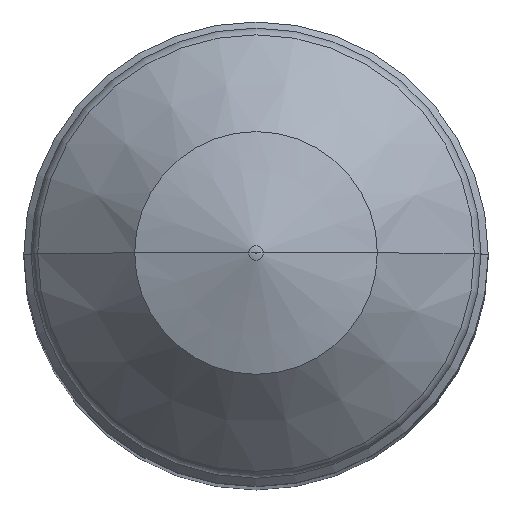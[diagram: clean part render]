
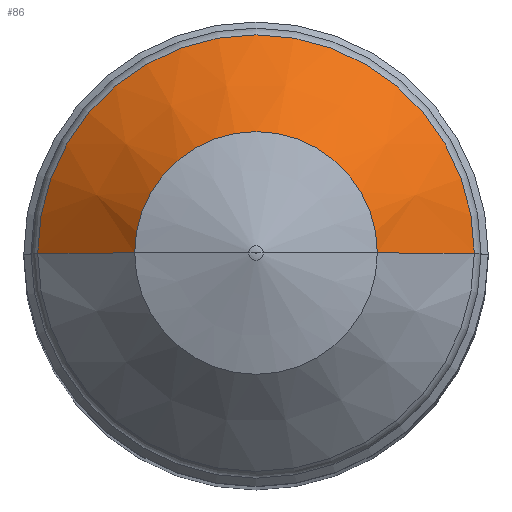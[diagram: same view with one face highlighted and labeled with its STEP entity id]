
A CAD part, top view. The second image highlights one B-rep face of the part: STEP entity #86.
In plain terms, the highlighted conical face has half-angle 45 degrees and reference radius 4.179 mm.
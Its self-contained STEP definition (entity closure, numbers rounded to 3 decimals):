
#16 = VERTEX_POINT ( 'NONE', #422 ) ;
#18 = VERTEX_POINT ( 'NONE', #443 ) ;
#42 = EDGE_CURVE ( 'NONE', #16, #18, #491, .T. ) ;
#57 = VERTEX_POINT ( 'NONE', #426 ) ;
#67 = EDGE_CURVE ( 'NONE', #80, #16, #392, .T. ) ;
#70 = ORIENTED_EDGE ( 'NONE', *, *, #42, .F. ) ;
#73 = ORIENTED_EDGE ( 'NONE', *, *, #81, .T. ) ;
#74 = EDGE_CURVE ( 'NONE', #57, #18, #418, .T. ) ;
#78 = EDGE_LOOP ( 'NONE', ( #73, #79, #70, #83 ) ) ;
#79 = ORIENTED_EDGE ( 'NONE', *, *, #74, .T. ) ;
#80 = VERTEX_POINT ( 'NONE', #272 ) ;
#81 = EDGE_CURVE ( 'NONE', #80, #57, #478, .T. ) ;
#83 = ORIENTED_EDGE ( 'NONE', *, *, #67, .F. ) ;
#86 = ADVANCED_FACE ( 'NONE', ( #593 ), #641, .T. ) ;
#104 = DIRECTION ( 'NONE',  ( 0., 0., -1. ) ) ;
#234 = DIRECTION ( 'NONE',  ( -1., 0., 0. ) ) ;
#272 = CARTESIAN_POINT ( 'NONE',  ( -4.179, 0., 95.452 ) ) ;
#378 = AXIS2_PLACEMENT_3D ( 'NONE', #490, #489, #488 ) ;
#391 = CARTESIAN_POINT ( 'NONE',  ( -4.179, 0., 95.452 ) ) ;
#392 = LINE ( 'NONE', #391, #467 ) ;
#415 = DIRECTION ( 'NONE',  ( 0.707, 0., -0.707 ) ) ;
#416 = VECTOR ( 'NONE', #415, 1000. ) ;
#417 = CARTESIAN_POINT ( 'NONE',  ( 4.179, 0., 95.452 ) ) ;
#418 = LINE ( 'NONE', #417, #416 ) ;
#422 = CARTESIAN_POINT ( 'NONE',  ( -7.52, 0., 92.112 ) ) ;
#426 = CARTESIAN_POINT ( 'NONE',  ( 4.179, 0., 95.452 ) ) ;
#443 = CARTESIAN_POINT ( 'NONE',  ( 7.52, 0., 92.112 ) ) ;
#466 = DIRECTION ( 'NONE',  ( -0.707, 0., -0.707 ) ) ;
#467 = VECTOR ( 'NONE', #466, 1000. ) ;
#474 = AXIS2_PLACEMENT_3D ( 'NONE', #477, #104, #234 ) ;
#477 = CARTESIAN_POINT ( 'NONE',  ( 0., 0., 95.452 ) ) ;
#478 = CIRCLE ( 'NONE', #474, 4.179 ) ;
#488 = DIRECTION ( 'NONE',  ( -1., 0., 0. ) ) ;
#489 = DIRECTION ( 'NONE',  ( 0., 0., -1. ) ) ;
#490 = CARTESIAN_POINT ( 'NONE',  ( 0., 0., 92.112 ) ) ;
#491 = CIRCLE ( 'NONE', #378, 7.52 ) ;
#539 = DIRECTION ( 'NONE',  ( 0., 0., -1. ) ) ;
#554 = CARTESIAN_POINT ( 'NONE',  ( 0., 0., 95.452 ) ) ;
#588 = DIRECTION ( 'NONE',  ( -1., 0., 0. ) ) ;
#593 = FACE_OUTER_BOUND ( 'NONE', #78, .T. ) ;
#599 = AXIS2_PLACEMENT_3D ( 'NONE', #554, #539, #588 ) ;
#641 = CONICAL_SURFACE ( 'NONE', #599, 4.179, 0.785 ) ;
